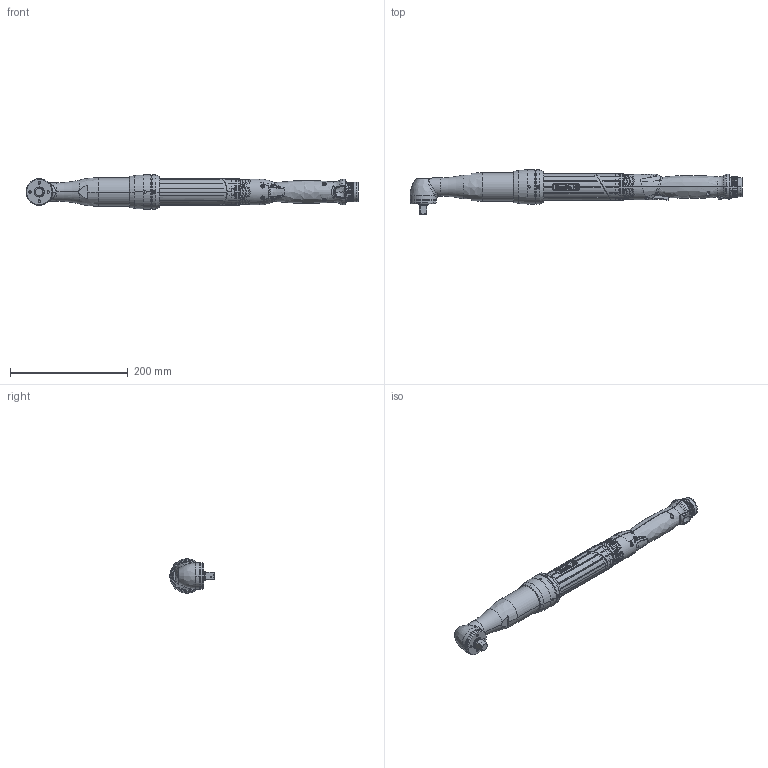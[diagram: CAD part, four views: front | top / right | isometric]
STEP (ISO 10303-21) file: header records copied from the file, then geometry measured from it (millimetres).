
FILE_DESCRIPTION((''),'2;1');
FILE_NAME('6151656120_EAD80-650_SW0001','2010-07-19T',('sdanet'),(''),'PRO/ENGINEER BY PARAMETRIC TECHNOLOGY CORPORATION, 2009300','PRO/ENGINEER BY PARAMETRIC TECHNOLOGY CORPORATION, 2009300','');
FILE_SCHEMA(('CONFIG_CONTROL_DESIGN'));
Products named in the file (1): 6151656120_EAD80-650_SW0001
Bounding box: 564.5 x 75.15 x 58 mm (x, y, z)
Volume: 241112.8 mm3; surface area: 186232.4 mm2
Topology: 10 solids, 10 shells, 2048 faces, 5597 edges, 3650 vertices
Faces by surface type: cylinder 579, plane 482, extrusion 442, bspline 298, cone 178, torus 68, sphere 1
Entity records: 105375 total; most frequent: CARTESIAN_POINT 58348, ORIENTED_EDGE 11132, DIRECTION 7403, EDGE_CURVE 5566, VERTEX_POINT 3649, B_SPLINE_CURVE_WITH_KNOTS 2881, AXIS2_PLACEMENT_3D 2526, VECTOR 2351
